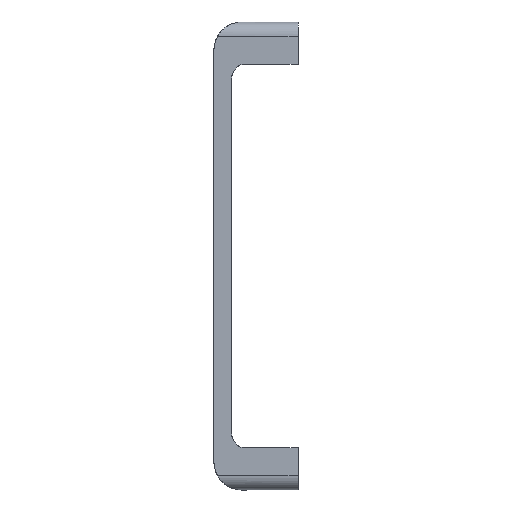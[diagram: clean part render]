
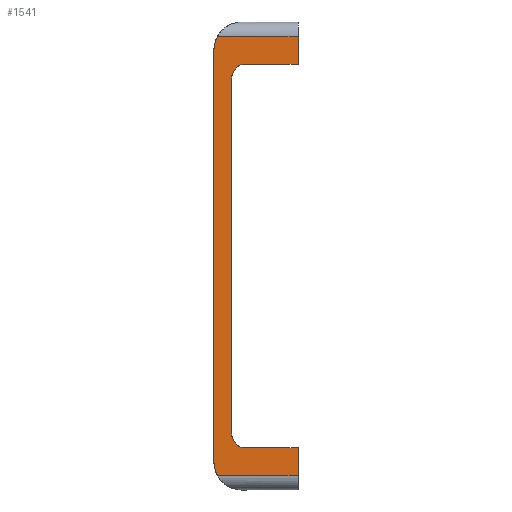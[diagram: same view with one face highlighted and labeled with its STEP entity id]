
A CAD part, left-side view. The second image highlights one B-rep face of the part: STEP entity #1541.
In plain terms, the highlighted planar face has unit normal (-1, 0, 0).
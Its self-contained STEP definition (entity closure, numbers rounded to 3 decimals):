
#72=CIRCLE('',#1589,5.);
#101=CIRCLE('',#1629,10.);
#136=CIRCLE('',#1708,10.);
#137=CIRCLE('',#1711,5.);
#298=FACE_OUTER_BOUND('',#427,.T.);
#427=EDGE_LOOP('',(#1425,#1426,#1427,#1428,#1429,#1430,#1431,#1432,#1433,
#1434,#1435,#1436));
#465=LINE('',#2279,#578);
#468=LINE('',#2290,#581);
#471=LINE('',#2298,#584);
#489=LINE('',#2476,#602);
#515=LINE('',#2679,#628);
#517=LINE('',#2693,#630);
#530=LINE('',#2790,#643);
#537=LINE('',#2805,#650);
#578=VECTOR('',#1812,10.);
#581=VECTOR('',#1823,10.);
#584=VECTOR('',#1832,10.);
#602=VECTOR('',#1920,10.);
#628=VECTOR('',#2028,10.);
#630=VECTOR('',#2034,10.);
#643=VECTOR('',#2115,10.);
#650=VECTOR('',#2136,10.);
#691=VERTEX_POINT('',#2276);
#692=VERTEX_POINT('',#2278);
#696=VERTEX_POINT('',#2288);
#697=VERTEX_POINT('',#2292);
#698=VERTEX_POINT('',#2296);
#740=VERTEX_POINT('',#2473);
#741=VERTEX_POINT('',#2475);
#748=VERTEX_POINT('',#2543);
#749=VERTEX_POINT('',#2545);
#771=VERTEX_POINT('',#2678);
#789=VERTEX_POINT('',#2788);
#790=VERTEX_POINT('',#2804);
#843=EDGE_CURVE('',#692,#691,#465,.T.);
#849=EDGE_CURVE('',#691,#696,#468,.T.);
#851=EDGE_CURVE('',#696,#697,#72,.T.);
#853=EDGE_CURVE('',#697,#698,#471,.T.);
#905=EDGE_CURVE('',#741,#740,#489,.T.);
#916=EDGE_CURVE('',#749,#748,#101,.T.);
#957=EDGE_CURVE('',#692,#771,#515,.T.);
#960=EDGE_CURVE('',#749,#740,#517,.T.);
#993=EDGE_CURVE('',#748,#789,#530,.T.);
#1000=EDGE_CURVE('',#789,#771,#136,.T.);
#1001=EDGE_CURVE('',#790,#741,#537,.T.);
#1003=EDGE_CURVE('',#698,#790,#137,.T.);
#1425=ORIENTED_EDGE('',*,*,#957,.F.);
#1426=ORIENTED_EDGE('',*,*,#843,.T.);
#1427=ORIENTED_EDGE('',*,*,#849,.T.);
#1428=ORIENTED_EDGE('',*,*,#851,.T.);
#1429=ORIENTED_EDGE('',*,*,#853,.T.);
#1430=ORIENTED_EDGE('',*,*,#1003,.T.);
#1431=ORIENTED_EDGE('',*,*,#1001,.T.);
#1432=ORIENTED_EDGE('',*,*,#905,.T.);
#1433=ORIENTED_EDGE('',*,*,#960,.F.);
#1434=ORIENTED_EDGE('',*,*,#916,.T.);
#1435=ORIENTED_EDGE('',*,*,#993,.T.);
#1436=ORIENTED_EDGE('',*,*,#1000,.T.);
#1462=PLANE('',#1716);
#1541=ADVANCED_FACE('',(#298),#1462,.F.);
#1589=AXIS2_PLACEMENT_3D('',#2294,#1827,#1828);
#1629=AXIS2_PLACEMENT_3D('',#2546,#1932,#1933);
#1708=AXIS2_PLACEMENT_3D('',#2802,#2132,#2133);
#1711=AXIS2_PLACEMENT_3D('',#2808,#2140,#2141);
#1716=AXIS2_PLACEMENT_3D('',#2816,#2152,#2153);
#1812=DIRECTION('',(0.,0.,1.));
#1823=DIRECTION('',(0.,1.,0.));
#1827=DIRECTION('center_axis',(1.,0.,0.));
#1828=DIRECTION('ref_axis',(0.,0.,-1.));
#1832=DIRECTION('',(0.,0.,1.));
#1920=DIRECTION('',(0.,0.,1.));
#1932=DIRECTION('center_axis',(-1.,0.,0.));
#1933=DIRECTION('ref_axis',(0.,1.,0.));
#2028=DIRECTION('',(0.,1.,0.));
#2034=DIRECTION('',(0.,-1.,0.));
#2115=DIRECTION('',(0.,0.,-1.));
#2132=DIRECTION('center_axis',(-1.,0.,0.));
#2133=DIRECTION('ref_axis',(0.,0.,-1.));
#2136=DIRECTION('',(0.,-1.,0.));
#2140=DIRECTION('center_axis',(1.,0.,0.));
#2141=DIRECTION('ref_axis',(0.,1.,0.));
#2152=DIRECTION('center_axis',(1.,0.,0.));
#2153=DIRECTION('ref_axis',(0.,1.,0.));
#2276=CARTESIAN_POINT('',(22.1,98.,0.));
#2278=CARTESIAN_POINT('',(22.1,98.,-10.));
#2279=CARTESIAN_POINT('',(22.1,98.,-15.));
#2288=CARTESIAN_POINT('',(22.1,116.65,0.));
#2290=CARTESIAN_POINT('',(22.1,98.,0.));
#2292=CARTESIAN_POINT('',(22.1,121.65,5.));
#2294=CARTESIAN_POINT('Origin',(22.1,116.65,5.));
#2296=CARTESIAN_POINT('',(22.1,121.65,132.));
#2298=CARTESIAN_POINT('',(22.1,121.65,132.));
#2473=CARTESIAN_POINT('',(22.1,98.,147.));
#2475=CARTESIAN_POINT('',(22.1,98.,137.));
#2476=CARTESIAN_POINT('',(22.1,98.,152.));
#2543=CARTESIAN_POINT('',(22.1,128.,142.));
#2545=CARTESIAN_POINT('',(22.1,126.66,147.));
#2546=CARTESIAN_POINT('Origin',(22.1,118.,142.));
#2678=CARTESIAN_POINT('',(22.1,126.66,-10.));
#2679=CARTESIAN_POINT('',(22.1,115.5,-10.));
#2693=CARTESIAN_POINT('',(22.1,105.5,147.));
#2788=CARTESIAN_POINT('',(22.1,128.,-5.));
#2790=CARTESIAN_POINT('',(22.1,128.,-5.));
#2802=CARTESIAN_POINT('Origin',(22.1,118.,-5.));
#2804=CARTESIAN_POINT('',(22.1,116.65,137.));
#2805=CARTESIAN_POINT('',(22.1,98.,137.));
#2808=CARTESIAN_POINT('Origin',(22.1,116.65,132.));
#2816=CARTESIAN_POINT('Origin',(22.1,113.,68.5));
